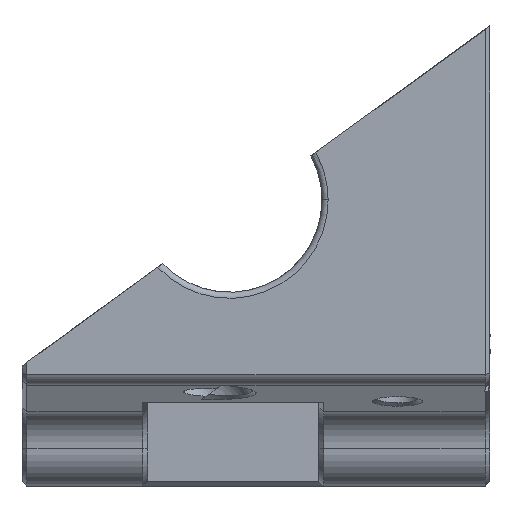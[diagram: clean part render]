
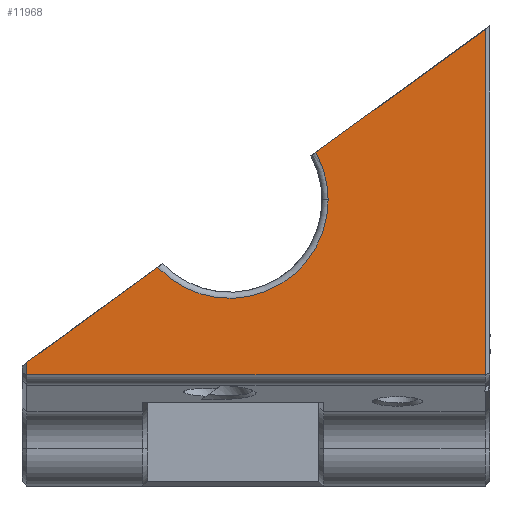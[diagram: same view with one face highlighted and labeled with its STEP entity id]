
A CAD part, front view. The second image highlights one B-rep face of the part: STEP entity #11968.
In plain terms, the highlighted planar face has unit normal (0, -1, 0).
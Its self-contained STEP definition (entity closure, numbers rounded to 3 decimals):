
#156 = ORIENTED_EDGE ( 'NONE', *, *, #8539, .T. ) ;
#211 = EDGE_CURVE ( 'NONE', #2247, #9525, #6267, .T. ) ;
#468 = VERTEX_POINT ( 'NONE', #6377 ) ;
#531 = AXIS2_PLACEMENT_3D ( 'NONE', #997, #9452, #5592 ) ;
#592 = FACE_OUTER_BOUND ( 'NONE', #951, .T. ) ;
#951 = EDGE_LOOP ( 'NONE', ( #9800, #6984, #156, #10474, #11243, #2983, #9643 ) ) ;
#997 = CARTESIAN_POINT ( 'NONE',  ( 103.86, 73.25, -158.615 ) ) ;
#1093 = CARTESIAN_POINT ( 'NONE',  ( 110.869, 73.25, -154.758 ) ) ;
#1118 = CARTESIAN_POINT ( 'NONE',  ( 124.6, 73.25, -172.802 ) ) ;
#1279 = DIRECTION ( 'NONE',  ( 0., -1., 0. ) ) ;
#1345 = EDGE_CURVE ( 'NONE', #10253, #9427, #8162, .T. ) ;
#1655 = CARTESIAN_POINT ( 'NONE',  ( 98.026, 73.25, -164.089 ) ) ;
#1927 = DIRECTION ( 'NONE',  ( 0., 0., 1. ) ) ;
#2012 = VECTOR ( 'NONE', #11712, 1000. ) ;
#2247 = VERTEX_POINT ( 'NONE', #10727 ) ;
#2983 = ORIENTED_EDGE ( 'NONE', *, *, #1345, .T. ) ;
#3521 = CARTESIAN_POINT ( 'NONE',  ( 107.231, 73.25, -157.401 ) ) ;
#4024 = AXIS2_PLACEMENT_3D ( 'NONE', #9671, #1279, #10645 ) ;
#4590 = VERTEX_POINT ( 'NONE', #8820 ) ;
#4652 = VERTEX_POINT ( 'NONE', #1118 ) ;
#4848 = CARTESIAN_POINT ( 'NONE',  ( 111.86, 73.25, -158.615 ) ) ;
#5382 = EDGE_CURVE ( 'NONE', #10253, #468, #7123, .T. ) ;
#5403 = LINE ( 'NONE', #11959, #2012 ) ;
#5592 = DIRECTION ( 'NONE',  ( 1., 0., 0. ) ) ;
#5802 = EDGE_CURVE ( 'NONE', #2247, #4590, #6865, .T. ) ;
#6001 = DIRECTION ( 'NONE',  ( 0., 0., -1. ) ) ;
#6267 = LINE ( 'NONE', #10980, #7373 ) ;
#6377 = CARTESIAN_POINT ( 'NONE',  ( 124.6, 73.25, -144.782 ) ) ;
#6482 = CIRCLE ( 'NONE', #6680, 8. ) ;
#6499 = EDGE_CURVE ( 'NONE', #9427, #9525, #6482, .T. ) ;
#6579 = LINE ( 'NONE', #10125, #10656 ) ;
#6680 = AXIS2_PLACEMENT_3D ( 'NONE', #9758, #9701, #7000 ) ;
#6803 = CARTESIAN_POINT ( 'NONE',  ( 87.4, 73.25, -181.858 ) ) ;
#6865 = LINE ( 'NONE', #6803, #10549 ) ;
#6984 = ORIENTED_EDGE ( 'NONE', *, *, #5802, .T. ) ;
#7000 = DIRECTION ( 'NONE',  ( 1., 0., 0. ) ) ;
#7123 = LINE ( 'NONE', #3521, #9979 ) ;
#7373 = VECTOR ( 'NONE', #11848, 1000. ) ;
#8002 = PLANE ( 'NONE',  #4024 ) ;
#8093 = DIRECTION ( 'NONE',  ( 0.809, 0., 0.588 ) ) ;
#8162 = CIRCLE ( 'NONE', #531, 8. ) ;
#8539 = EDGE_CURVE ( 'NONE', #4590, #4652, #5403, .T. ) ;
#8820 = CARTESIAN_POINT ( 'NONE',  ( 87.4, 73.25, -172.802 ) ) ;
#9427 = VERTEX_POINT ( 'NONE', #4848 ) ;
#9452 = DIRECTION ( 'NONE',  ( 0., 1., 0. ) ) ;
#9525 = VERTEX_POINT ( 'NONE', #1655 ) ;
#9643 = ORIENTED_EDGE ( 'NONE', *, *, #6499, .T. ) ;
#9671 = CARTESIAN_POINT ( 'NONE',  ( 125., 73.25, -181.858 ) ) ;
#9701 = DIRECTION ( 'NONE',  ( 0., 1., 0. ) ) ;
#9758 = CARTESIAN_POINT ( 'NONE',  ( 103.86, 73.25, -158.615 ) ) ;
#9800 = ORIENTED_EDGE ( 'NONE', *, *, #211, .F. ) ;
#9979 = VECTOR ( 'NONE', #8093, 1000. ) ;
#10125 = CARTESIAN_POINT ( 'NONE',  ( 124.6, 73.25, -181.858 ) ) ;
#10253 = VERTEX_POINT ( 'NONE', #1093 ) ;
#10474 = ORIENTED_EDGE ( 'NONE', *, *, #11290, .T. ) ;
#10549 = VECTOR ( 'NONE', #6001, 1000. ) ;
#10645 = DIRECTION ( 'NONE',  ( 1., 0., 0. ) ) ;
#10656 = VECTOR ( 'NONE', #1927, 1000. ) ;
#10727 = CARTESIAN_POINT ( 'NONE',  ( 87.4, 73.25, -171.809 ) ) ;
#10980 = CARTESIAN_POINT ( 'NONE',  ( 107.231, 73.25, -157.401 ) ) ;
#11243 = ORIENTED_EDGE ( 'NONE', *, *, #5382, .F. ) ;
#11290 = EDGE_CURVE ( 'NONE', #4652, #468, #6579, .T. ) ;
#11712 = DIRECTION ( 'NONE',  ( 1., 0., 0. ) ) ;
#11848 = DIRECTION ( 'NONE',  ( 0.809, 0., 0.588 ) ) ;
#11959 = CARTESIAN_POINT ( 'NONE',  ( 87., 73.25, -172.802 ) ) ;
#11968 = ADVANCED_FACE ( 'NONE', ( #592 ), #8002, .T. ) ;
